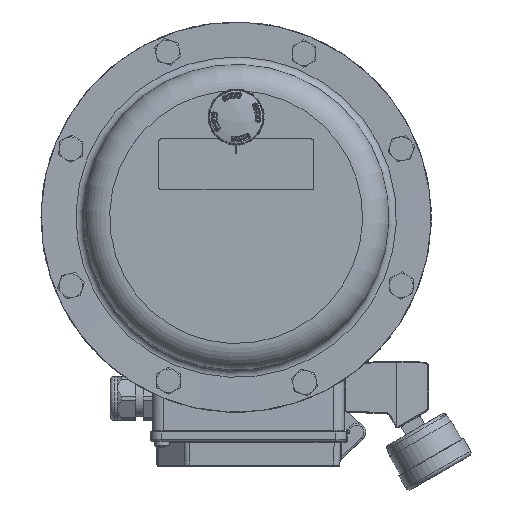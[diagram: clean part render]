
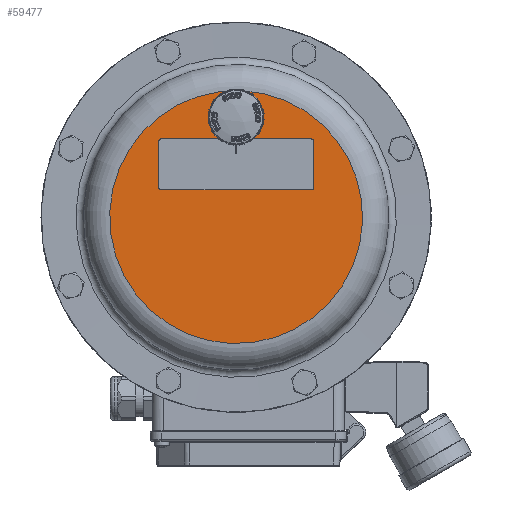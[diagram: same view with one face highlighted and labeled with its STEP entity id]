
A CAD part, top view. The second image highlights one B-rep face of the part: STEP entity #59477.
In plain terms, the highlighted planar face has unit normal (0, 0, 1).
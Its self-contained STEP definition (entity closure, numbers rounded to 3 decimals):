
#2490=FACE_BOUND('',#16067,.T.);
#2491=FACE_BOUND('',#16068,.T.);
#4818=LINE('',#117819,#8116);
#4822=LINE('',#117828,#8120);
#4825=LINE('',#117836,#8123);
#4828=LINE('',#117844,#8126);
#8116=VECTOR('',#76158,1000.);
#8120=VECTOR('',#76168,1000.);
#8123=VECTOR('',#76177,1000.);
#8126=VECTOR('',#76186,1000.);
#10012=PLANE('',#64430);
#12560=FACE_OUTER_BOUND('',#16066,.T.);
#16066=EDGE_LOOP('',(#47696));
#16067=EDGE_LOOP('',(#47697,#47698,#47699,#47700,#47701,#47702,#47703,#47704));
#16068=EDGE_LOOP('',(#47705,#47706));
#18758=CIRCLE('',#63699,10.35);
#18828=CIRCLE('',#63796,69.65);
#19081=CIRCLE('',#64372,1.);
#19082=CIRCLE('',#64375,1.);
#19083=CIRCLE('',#64378,1.);
#19084=CIRCLE('',#64381,1.);
#19085=CIRCLE('',#64431,10.35);
#25182=VERTEX_POINT('',#114250);
#25183=VERTEX_POINT('',#114251);
#25269=VERTEX_POINT('',#114835);
#25787=VERTEX_POINT('',#117817);
#25788=VERTEX_POINT('',#117818);
#25789=VERTEX_POINT('',#117823);
#25790=VERTEX_POINT('',#117827);
#25791=VERTEX_POINT('',#117831);
#25792=VERTEX_POINT('',#117835);
#25793=VERTEX_POINT('',#117839);
#25794=VERTEX_POINT('',#117843);
#32340=EDGE_CURVE('',#25182,#25183,#18758,.T.);
#32457=EDGE_CURVE('',#25269,#25269,#18828,.T.);
#33279=EDGE_CURVE('',#25787,#25788,#4818,.T.);
#33282=EDGE_CURVE('',#25788,#25789,#19081,.T.);
#33284=EDGE_CURVE('',#25789,#25790,#4822,.T.);
#33286=EDGE_CURVE('',#25790,#25791,#19082,.T.);
#33288=EDGE_CURVE('',#25791,#25792,#4825,.T.);
#33290=EDGE_CURVE('',#25792,#25793,#19083,.T.);
#33292=EDGE_CURVE('',#25793,#25794,#4828,.T.);
#33294=EDGE_CURVE('',#25794,#25787,#19084,.T.);
#33367=EDGE_CURVE('',#25183,#25182,#19085,.T.);
#47696=ORIENTED_EDGE('',*,*,#32457,.F.);
#47697=ORIENTED_EDGE('',*,*,#33294,.F.);
#47698=ORIENTED_EDGE('',*,*,#33292,.F.);
#47699=ORIENTED_EDGE('',*,*,#33290,.F.);
#47700=ORIENTED_EDGE('',*,*,#33288,.F.);
#47701=ORIENTED_EDGE('',*,*,#33286,.F.);
#47702=ORIENTED_EDGE('',*,*,#33284,.F.);
#47703=ORIENTED_EDGE('',*,*,#33282,.F.);
#47704=ORIENTED_EDGE('',*,*,#33279,.F.);
#47705=ORIENTED_EDGE('',*,*,#33367,.T.);
#47706=ORIENTED_EDGE('',*,*,#32340,.T.);
#59477=ADVANCED_FACE('',(#12560,#2490,#2491),#10012,.F.);
#63699=AXIS2_PLACEMENT_3D('',#114252,#74553,#74554);
#63796=AXIS2_PLACEMENT_3D('',#114837,#74773,#74774);
#64372=AXIS2_PLACEMENT_3D('',#117824,#76163,#76164);
#64375=AXIS2_PLACEMENT_3D('',#117832,#76172,#76173);
#64378=AXIS2_PLACEMENT_3D('',#117840,#76181,#76182);
#64381=AXIS2_PLACEMENT_3D('',#117847,#76190,#76191);
#64430=AXIS2_PLACEMENT_3D('',#117992,#76360,#76361);
#64431=AXIS2_PLACEMENT_3D('',#117993,#76362,#76363);
#74553=DIRECTION('center_axis',(0.,0.,
-1.));
#74554=DIRECTION('ref_axis',(-0.924,0.383,0.));
#74773=DIRECTION('center_axis',(0.,0.,
-1.));
#74774=DIRECTION('ref_axis',(-0.924,0.383,0.));
#76158=DIRECTION('',(0.,1.,0.));
#76163=DIRECTION('center_axis',(0.,0.,
1.));
#76164=DIRECTION('ref_axis',(0.,-1.,0.));
#76168=DIRECTION('',(-1.,0.,0.));
#76172=DIRECTION('center_axis',(0.,0.,
1.));
#76173=DIRECTION('ref_axis',(0.,-1.,0.));
#76177=DIRECTION('',(0.,-1.,0.));
#76181=DIRECTION('center_axis',(0.,0.,
1.));
#76182=DIRECTION('ref_axis',(0.,-1.,0.));
#76186=DIRECTION('',(1.,0.,0.));
#76190=DIRECTION('center_axis',(0.,0.,
1.));
#76191=DIRECTION('ref_axis',(0.,-1.,0.));
#76360=DIRECTION('center_axis',(0.,0.,
-1.));
#76361=DIRECTION('ref_axis',(-0.924,0.383,0.));
#76362=DIRECTION('center_axis',(0.,0.,
-1.));
#76363=DIRECTION('ref_axis',(-0.924,0.383,0.));
#114250=CARTESIAN_POINT('',(0.,65.35,300.));
#114251=CARTESIAN_POINT('',(0.,44.65,300.));
#114252=CARTESIAN_POINT('Origin',(0.,55.,
300.));
#114835=CARTESIAN_POINT('',(64.348,-26.654,300.));
#114837=CARTESIAN_POINT('Origin',(0.,0.,
300.));
#117817=CARTESIAN_POINT('',(42.5,16.,300.));
#117818=CARTESIAN_POINT('',(42.5,42.,300.));
#117819=CARTESIAN_POINT('',(42.5,16.,300.));
#117823=CARTESIAN_POINT('',(41.5,43.,300.));
#117824=CARTESIAN_POINT('Origin',(41.5,42.,300.));
#117827=CARTESIAN_POINT('',(-41.5,43.,300.));
#117828=CARTESIAN_POINT('',(41.5,43.,300.));
#117831=CARTESIAN_POINT('',(-42.5,42.,300.));
#117832=CARTESIAN_POINT('Origin',(-41.5,42.,300.));
#117835=CARTESIAN_POINT('',(-42.5,16.,300.));
#117836=CARTESIAN_POINT('',(-42.5,16.,300.));
#117839=CARTESIAN_POINT('',(-41.5,15.,300.));
#117840=CARTESIAN_POINT('Origin',(-41.5,16.,300.));
#117843=CARTESIAN_POINT('',(41.5,15.,300.));
#117844=CARTESIAN_POINT('',(41.5,15.,300.));
#117847=CARTESIAN_POINT('Origin',(41.5,16.,300.));
#117992=CARTESIAN_POINT('Origin',(0.,0.,
300.));
#117993=CARTESIAN_POINT('Origin',(0.,55.,
300.));
